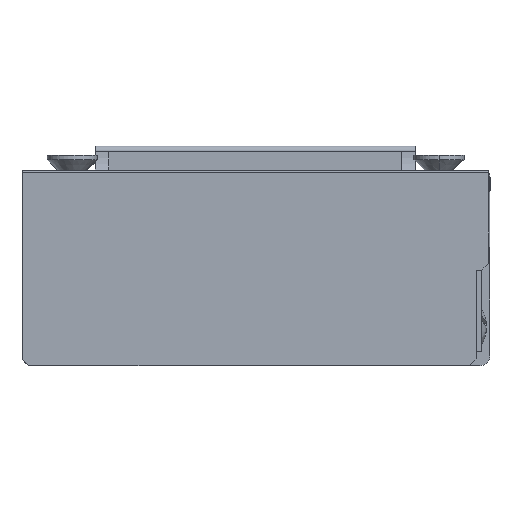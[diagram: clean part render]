
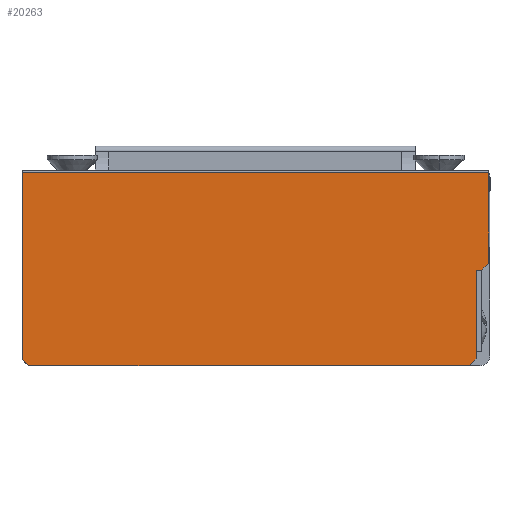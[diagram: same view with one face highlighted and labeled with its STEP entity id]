
A CAD part, left-side view. The second image highlights one B-rep face of the part: STEP entity #20263.
In plain terms, the highlighted face is planar.
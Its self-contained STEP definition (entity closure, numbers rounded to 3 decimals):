
#500 = CARTESIAN_POINT ( 'NONE',  ( 31.8, 0.3, 0. ) ) ;
#1233 = EDGE_CURVE ( 'NONE', #24797, #13615, #15167, .T. ) ;
#1753 = VECTOR ( 'NONE', #8604, 1000. ) ;
#2113 = VERTEX_POINT ( 'NONE', #500 ) ;
#2946 = CARTESIAN_POINT ( 'NONE',  ( 30.8, 14., 0. ) ) ;
#3298 = DIRECTION ( 'NONE',  ( -1., 0., 0. ) ) ;
#3340 = EDGE_CURVE ( 'NONE', #8898, #18332, #7732, .T. ) ;
#3360 = DIRECTION ( 'NONE',  ( 0., -1., 0. ) ) ;
#4549 = DIRECTION ( 'NONE',  ( 1., 0., 0. ) ) ;
#5029 = LINE ( 'NONE', #24803, #27699 ) ;
#5254 = CARTESIAN_POINT ( 'NONE',  ( -33.2, 13., 0. ) ) ;
#5851 = EDGE_LOOP ( 'NONE', ( #14215, #8372, #30326, #29713, #20919, #33691, #26173, #21132, #7059 ) ) ;
#6169 = CARTESIAN_POINT ( 'NONE',  ( 31.8, 14., 0. ) ) ;
#6331 = DIRECTION ( 'NONE',  ( 0., 1., 0. ) ) ;
#6580 = EDGE_CURVE ( 'NONE', #12494, #21446, #32293, .T. ) ;
#7055 = LINE ( 'NONE', #19751, #31292 ) ;
#7059 = ORIENTED_EDGE ( 'NONE', *, *, #23002, .T. ) ;
#7175 = VECTOR ( 'NONE', #26368, 1000. ) ;
#7732 = LINE ( 'NONE', #16104, #7175 ) ;
#8372 = ORIENTED_EDGE ( 'NONE', *, *, #32624, .T. ) ;
#8604 = DIRECTION ( 'NONE',  ( -1., 0., 0. ) ) ;
#8827 = CARTESIAN_POINT ( 'NONE',  ( -33.2, -13.7, 0. ) ) ;
#8898 = VERTEX_POINT ( 'NONE', #2946 ) ;
#8949 = LINE ( 'NONE', #11329, #1753 ) ;
#10039 = CARTESIAN_POINT ( 'NONE',  ( -37.5, -13.7, 0. ) ) ;
#11329 = CARTESIAN_POINT ( 'NONE',  ( -37.5, 14., 0. ) ) ;
#11948 = FACE_OUTER_BOUND ( 'NONE', #5851, .T. ) ;
#12494 = VERTEX_POINT ( 'NONE', #5254 ) ;
#12781 = LINE ( 'NONE', #10039, #32346 ) ;
#13283 = EDGE_CURVE ( 'NONE', #15446, #13615, #17609, .T. ) ;
#13303 = CARTESIAN_POINT ( 'NONE',  ( -32.2, 14., 0. ) ) ;
#13615 = VERTEX_POINT ( 'NONE', #16671 ) ;
#14198 = DIRECTION ( 'NONE',  ( 0., 1., 0. ) ) ;
#14215 = ORIENTED_EDGE ( 'NONE', *, *, #6580, .T. ) ;
#14511 = VECTOR ( 'NONE', #6331, 1000. ) ;
#15167 = LINE ( 'NONE', #19685, #24905 ) ;
#15446 = VERTEX_POINT ( 'NONE', #20798 ) ;
#16022 = CARTESIAN_POINT ( 'NONE',  ( -33.2, 14., 0. ) ) ;
#16104 = CARTESIAN_POINT ( 'NONE',  ( 31.8, 13., 0. ) ) ;
#16671 = CARTESIAN_POINT ( 'NONE',  ( 33.6, -0.7, 0. ) ) ;
#17609 = LINE ( 'NONE', #30746, #29137 ) ;
#17931 = AXIS2_PLACEMENT_3D ( 'NONE', #18483, #26475, #20873 ) ;
#18332 = VERTEX_POINT ( 'NONE', #23692 ) ;
#18483 = CARTESIAN_POINT ( 'NONE',  ( -37.5, 14., 0. ) ) ;
#19685 = CARTESIAN_POINT ( 'NONE',  ( 33.6, 14., 0. ) ) ;
#19751 = CARTESIAN_POINT ( 'NONE',  ( -32.2, 14., 0. ) ) ;
#19930 = DIRECTION ( 'NONE',  ( -0.707, -0.707, 0. ) ) ;
#20263 = ADVANCED_FACE ( 'N', ( #11948 ), #25476, .T. ) ;
#20798 = CARTESIAN_POINT ( 'NONE',  ( 32.6, 0.3, 0. ) ) ;
#20873 = DIRECTION ( 'NONE',  ( 1., 0., 0. ) ) ;
#20919 = ORIENTED_EDGE ( 'NONE', *, *, #21619, .T. ) ;
#21132 = ORIENTED_EDGE ( 'NONE', *, *, #33229, .T. ) ;
#21446 = VERTEX_POINT ( 'NONE', #8827 ) ;
#21619 = EDGE_CURVE ( 'NONE', #15446, #2113, #5029, .T. ) ;
#23002 = EDGE_CURVE ( 'NONE', #30272, #12494, #7055, .T. ) ;
#23692 = CARTESIAN_POINT ( 'NONE',  ( 31.8, 13., 0. ) ) ;
#24797 = VERTEX_POINT ( 'NONE', #28814 ) ;
#24803 = CARTESIAN_POINT ( 'NONE',  ( 33.6, 0.3, 0. ) ) ;
#24905 = VECTOR ( 'NONE', #14198, 1000. ) ;
#25476 = PLANE ( 'NONE',  #17931 ) ;
#26173 = ORIENTED_EDGE ( 'NONE', *, *, #3340, .F. ) ;
#26368 = DIRECTION ( 'NONE',  ( 0.707, -0.707, 0. ) ) ;
#26475 = DIRECTION ( 'NONE',  ( 0., 0., 1. ) ) ;
#27498 = LINE ( 'NONE', #6169, #14511 ) ;
#27699 = VECTOR ( 'NONE', #3298, 1000. ) ;
#28814 = CARTESIAN_POINT ( 'NONE',  ( 33.6, -13.7, 0. ) ) ;
#28941 = EDGE_CURVE ( 'NONE', #2113, #18332, #27498, .T. ) ;
#29137 = VECTOR ( 'NONE', #33542, 1000. ) ;
#29713 = ORIENTED_EDGE ( 'NONE', *, *, #13283, .F. ) ;
#30272 = VERTEX_POINT ( 'NONE', #13303 ) ;
#30326 = ORIENTED_EDGE ( 'NONE', *, *, #1233, .T. ) ;
#30746 = CARTESIAN_POINT ( 'NONE',  ( 33.6, -0.7, 0. ) ) ;
#31292 = VECTOR ( 'NONE', #19930, 1000. ) ;
#31633 = VECTOR ( 'NONE', #3360, 1000. ) ;
#32293 = LINE ( 'NONE', #16022, #31633 ) ;
#32346 = VECTOR ( 'NONE', #4549, 1000. ) ;
#32624 = EDGE_CURVE ( 'NONE', #21446, #24797, #12781, .T. ) ;
#33229 = EDGE_CURVE ( 'NONE', #8898, #30272, #8949, .T. ) ;
#33542 = DIRECTION ( 'NONE',  ( 0.707, -0.707, 0. ) ) ;
#33691 = ORIENTED_EDGE ( 'NONE', *, *, #28941, .T. ) ;
